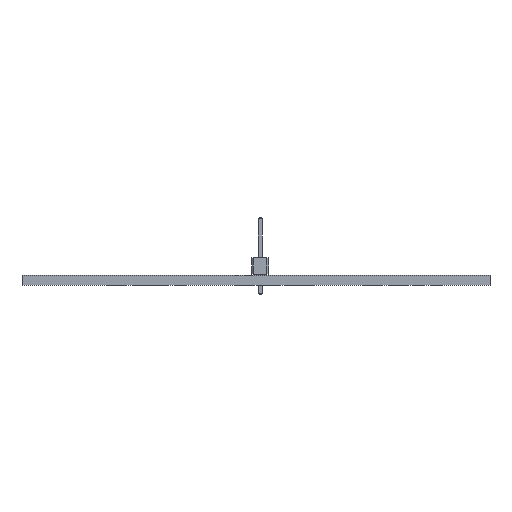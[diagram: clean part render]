
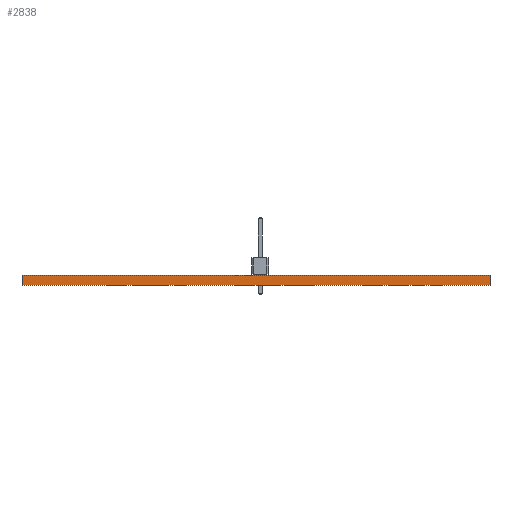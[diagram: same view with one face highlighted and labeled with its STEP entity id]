
A CAD part, front view. The second image highlights one B-rep face of the part: STEP entity #2838.
In plain terms, the highlighted planar face has unit normal (0, -1, 0).
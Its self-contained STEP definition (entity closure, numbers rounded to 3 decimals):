
#2838 = ADVANCED_FACE('',(#2839),#2873,.T.);
#2839 = FACE_BOUND('',#2840,.T.);
#2840 = EDGE_LOOP('',(#2841,#2851,#2859,#2867));
#2841 = ORIENTED_EDGE('',*,*,#2842,.T.);
#2842 = EDGE_CURVE('',#2843,#2845,#2847,.T.);
#2843 = VERTEX_POINT('',#2844);
#2844 = CARTESIAN_POINT('',(80.2,-85.,0.));
#2845 = VERTEX_POINT('',#2846);
#2846 = CARTESIAN_POINT('',(80.2,-85.,1.51));
#2847 = LINE('',#2848,#2849);
#2848 = CARTESIAN_POINT('',(80.2,-85.,0.));
#2849 = VECTOR('',#2850,1.);
#2850 = DIRECTION('',(0.,0.,1.));
#2851 = ORIENTED_EDGE('',*,*,#2852,.T.);
#2852 = EDGE_CURVE('',#2845,#2853,#2855,.T.);
#2853 = VERTEX_POINT('',#2854);
#2854 = CARTESIAN_POINT('',(10.,-85.,1.51));
#2855 = LINE('',#2856,#2857);
#2856 = CARTESIAN_POINT('',(80.2,-85.,1.51));
#2857 = VECTOR('',#2858,1.);
#2858 = DIRECTION('',(-1.,0.,0.));
#2859 = ORIENTED_EDGE('',*,*,#2860,.F.);
#2860 = EDGE_CURVE('',#2861,#2853,#2863,.T.);
#2861 = VERTEX_POINT('',#2862);
#2862 = CARTESIAN_POINT('',(10.,-85.,0.));
#2863 = LINE('',#2864,#2865);
#2864 = CARTESIAN_POINT('',(10.,-85.,0.));
#2865 = VECTOR('',#2866,1.);
#2866 = DIRECTION('',(0.,0.,1.));
#2867 = ORIENTED_EDGE('',*,*,#2868,.F.);
#2868 = EDGE_CURVE('',#2843,#2861,#2869,.T.);
#2869 = LINE('',#2870,#2871);
#2870 = CARTESIAN_POINT('',(80.2,-85.,0.));
#2871 = VECTOR('',#2872,1.);
#2872 = DIRECTION('',(-1.,0.,0.));
#2873 = PLANE('',#2874);
#2874 = AXIS2_PLACEMENT_3D('',#2875,#2876,#2877);
#2875 = CARTESIAN_POINT('',(80.2,-85.,0.));
#2876 = DIRECTION('',(0.,-1.,0.));
#2877 = DIRECTION('',(-1.,0.,0.));
